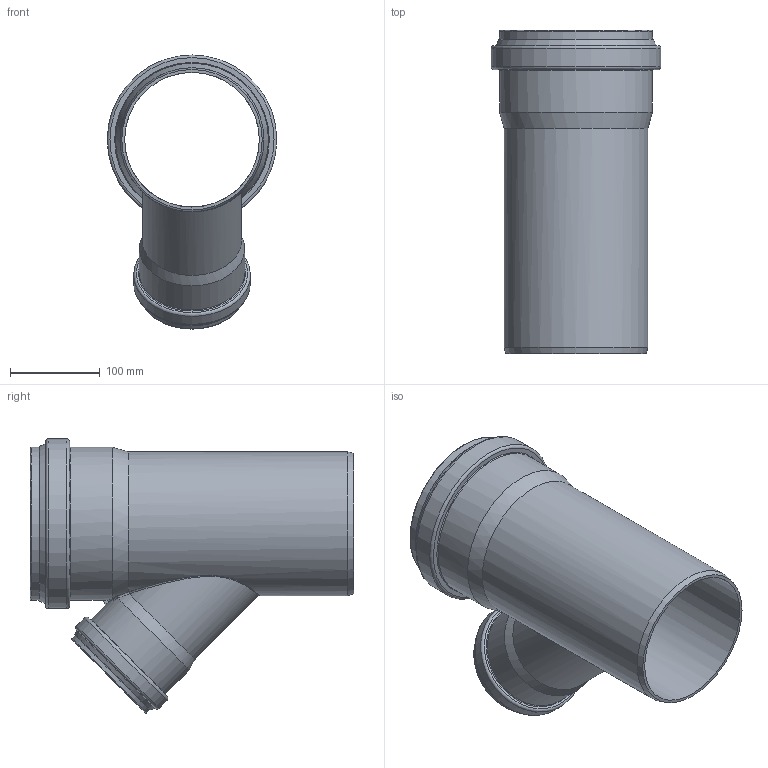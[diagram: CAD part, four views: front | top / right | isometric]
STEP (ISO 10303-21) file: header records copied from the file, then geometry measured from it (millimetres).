
FILE_DESCRIPTION(/* description */ (''),/* implementation_level */ '2;1');
FILE_NAME(/* name */ '337210 SKOLANsafeEA Abzweiger DN_OD 160_110_45°.stp',/* time_stamp */ '2018-01-09T14:20:28+01:00',/* author */ ('user1'),/* organization */ (''),/* preprocessor_version */ 'ST-DEVELOPER v16.1',/* originating_system */ 'Autodesk Inventor 2016',/* authorisation */ '');
FILE_SCHEMA (('AUTOMOTIVE_DESIGN { 1 0 10303 214 3 1 1 }'));
Length unit declared in the file: millimetre
Products named in the file (1): 337210 SKOLANsafeEA Abzweiger DN_OD 160_110_45°
Bounding box: 188.8 x 360 x 305.23 mm (x, y, z)
Volume: 1052920.2 mm3; surface area: 459901.7 mm2
Topology: 1 solids, 1 shells, 82 faces, 177 edges, 105 vertices
Faces by surface type: torus 28, cylinder 18, cone 15, plane 14, bspline 7
Full cylindrical faces by diameter (mm): 102.7 x1, 110.6 x1, 110.9 x2, 117.2 x1, 117.5 x1, 123.4 x1, 130 x1, 149.9 x1, 160.1 x1, 160.7 x1, 161 x2, 170.1 x1, 170.4 x1, 179.4 x1, 188.8 x1
Entity records: 2649 total; most frequent: CARTESIAN_POINT 1134, DIRECTION 308, ORIENTED_EDGE 228, AXIS2_PLACEMENT_3D 153, EDGE_LOOP 152, EDGE_CURVE 114, VERTEX_POINT 100, FACE_OUTER_BOUND 82
